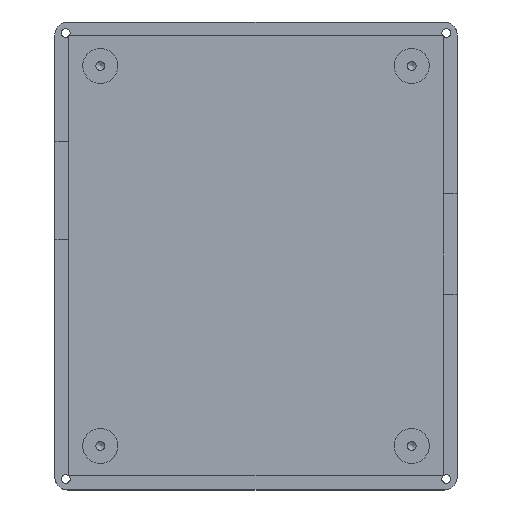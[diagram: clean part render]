
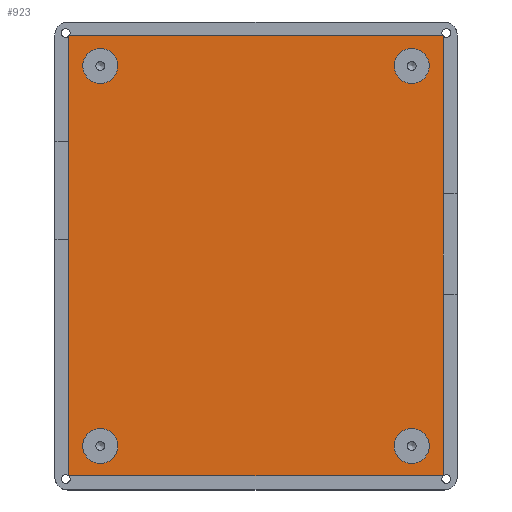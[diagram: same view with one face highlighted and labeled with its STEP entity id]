
A CAD part, top view. The second image highlights one B-rep face of the part: STEP entity #923.
In plain terms, the highlighted face is planar.
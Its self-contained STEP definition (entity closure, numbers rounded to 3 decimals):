
#31=FACE_BOUND('',#236,.T.);
#32=FACE_BOUND('',#237,.T.);
#33=FACE_BOUND('',#238,.T.);
#34=FACE_BOUND('',#239,.T.);
#113=CIRCLE('',#995,1.);
#115=CIRCLE('',#998,1.);
#116=CIRCLE('',#1000,1.);
#118=CIRCLE('',#1003,1.);
#119=CIRCLE('',#1008,4.);
#120=CIRCLE('',#1009,4.);
#121=CIRCLE('',#1010,4.);
#122=CIRCLE('',#1011,4.);
#169=FACE_OUTER_BOUND('',#235,.T.);
#235=EDGE_LOOP('',(#803,#804,#805,#806,#807,#808,#809,#810,#811,#812,#813,
#814));
#236=EDGE_LOOP('',(#815));
#237=EDGE_LOOP('',(#816));
#238=EDGE_LOOP('',(#817));
#239=EDGE_LOOP('',(#818));
#259=LINE('',#1287,#327);
#279=LINE('',#1335,#347);
#281=LINE('',#1340,#349);
#293=LINE('',#1363,#361);
#320=LINE('',#1669,#388);
#321=LINE('',#1671,#389);
#323=LINE('',#1675,#391);
#324=LINE('',#1676,#392);
#327=VECTOR('',#1033,22.5);
#347=VECTOR('',#1071,24.036);
#349=VECTOR('',#1075,23.);
#361=VECTOR('',#1095,41.536);
#388=VECTOR('',#1228,85.572);
#389=VECTOR('',#1231,36.036);
#391=VECTOR('',#1237,54.036);
#392=VECTOR('',#1238,85.572);
#395=VERTEX_POINT('',#1285);
#396=VERTEX_POINT('',#1286);
#415=VERTEX_POINT('',#1334);
#416=VERTEX_POINT('',#1338);
#417=VERTEX_POINT('',#1339);
#424=VERTEX_POINT('',#1362);
#466=VERTEX_POINT('',#1644);
#468=VERTEX_POINT('',#1649);
#469=VERTEX_POINT('',#1654);
#470=VERTEX_POINT('',#1656);
#472=VERTEX_POINT('',#1661);
#474=VERTEX_POINT('',#1665);
#475=VERTEX_POINT('',#1677);
#476=VERTEX_POINT('',#1679);
#477=VERTEX_POINT('',#1681);
#478=VERTEX_POINT('',#1683);
#483=EDGE_CURVE('',#395,#396,#259,.T.);
#507=EDGE_CURVE('',#415,#395,#279,.T.);
#509=EDGE_CURVE('',#416,#417,#281,.T.);
#521=EDGE_CURVE('',#424,#416,#293,.T.);
#580=EDGE_CURVE('',#466,#415,#113,.T.);
#584=EDGE_CURVE('',#468,#424,#115,.T.);
#587=EDGE_CURVE('',#469,#470,#116,.T.);
#591=EDGE_CURVE('',#472,#474,#118,.T.);
#592=EDGE_CURVE('',#470,#466,#320,.T.);
#593=EDGE_CURVE('',#417,#469,#321,.T.);
#595=EDGE_CURVE('',#396,#472,#323,.T.);
#596=EDGE_CURVE('',#474,#468,#324,.T.);
#597=EDGE_CURVE('',#475,#475,#119,.T.);
#598=EDGE_CURVE('',#476,#476,#120,.T.);
#599=EDGE_CURVE('',#477,#477,#121,.T.);
#600=EDGE_CURVE('',#478,#478,#122,.T.);
#803=ORIENTED_EDGE('',*,*,#580,.T.);
#804=ORIENTED_EDGE('',*,*,#507,.T.);
#805=ORIENTED_EDGE('',*,*,#483,.T.);
#806=ORIENTED_EDGE('',*,*,#595,.T.);
#807=ORIENTED_EDGE('',*,*,#591,.T.);
#808=ORIENTED_EDGE('',*,*,#596,.T.);
#809=ORIENTED_EDGE('',*,*,#584,.T.);
#810=ORIENTED_EDGE('',*,*,#521,.T.);
#811=ORIENTED_EDGE('',*,*,#509,.T.);
#812=ORIENTED_EDGE('',*,*,#593,.T.);
#813=ORIENTED_EDGE('',*,*,#587,.T.);
#814=ORIENTED_EDGE('',*,*,#592,.T.);
#815=ORIENTED_EDGE('',*,*,#597,.T.);
#816=ORIENTED_EDGE('',*,*,#598,.T.);
#817=ORIENTED_EDGE('',*,*,#599,.T.);
#818=ORIENTED_EDGE('',*,*,#600,.T.);
#873=PLANE('',#1007);
#923=ADVANCED_FACE('',(#169,#31,#32,#33,#34),#873,.T.);
#995=AXIS2_PLACEMENT_3D('',#1645,#1202,#1203);
#998=AXIS2_PLACEMENT_3D('',#1652,#1210,#1211);
#1000=AXIS2_PLACEMENT_3D('',#1658,#1216,#1217);
#1003=AXIS2_PLACEMENT_3D('',#1667,#1224,#1225);
#1007=AXIS2_PLACEMENT_3D('',#1674,#1235,#1236);
#1008=AXIS2_PLACEMENT_3D('',#1678,#1239,#1240);
#1009=AXIS2_PLACEMENT_3D('',#1680,#1241,#1242);
#1010=AXIS2_PLACEMENT_3D('',#1682,#1243,#1244);
#1011=AXIS2_PLACEMENT_3D('',#1684,#1245,#1246);
#1033=DIRECTION('',(1.,0.,0.));
#1071=DIRECTION('',(1.,0.,0.));
#1075=DIRECTION('',(-1.,0.,0.));
#1095=DIRECTION('',(-1.,0.,0.));
#1202=DIRECTION('center_axis',(0.,1.,0.));
#1203=DIRECTION('ref_axis',(1.,0.,0.));
#1210=DIRECTION('center_axis',(0.,1.,0.));
#1211=DIRECTION('ref_axis',(1.,0.,0.));
#1216=DIRECTION('center_axis',(0.,1.,0.));
#1217=DIRECTION('ref_axis',(1.,0.,0.));
#1224=DIRECTION('center_axis',(0.,1.,0.));
#1225=DIRECTION('ref_axis',(1.,0.,0.));
#1228=DIRECTION('',(0.,0.,-1.));
#1231=DIRECTION('',(-1.,0.,0.));
#1235=DIRECTION('center_axis',(0.,-1.,0.));
#1236=DIRECTION('ref_axis',(0.,0.,-1.));
#1237=DIRECTION('',(1.,0.,0.));
#1238=DIRECTION('',(0.,0.,1.));
#1239=DIRECTION('center_axis',(0.,1.,0.));
#1240=DIRECTION('ref_axis',(-1.,0.,0.));
#1241=DIRECTION('center_axis',(0.,1.,0.));
#1242=DIRECTION('ref_axis',(-1.,0.,0.));
#1243=DIRECTION('center_axis',(0.,1.,0.));
#1244=DIRECTION('ref_axis',(-1.,0.,0.));
#1245=DIRECTION('center_axis',(0.,1.,0.));
#1246=DIRECTION('ref_axis',(-1.,0.,0.));
#1285=CARTESIAN_POINT('',(-26.217,-1.,-40.556));
#1286=CARTESIAN_POINT('',(-3.717,-1.,-40.556));
#1287=CARTESIAN_POINT('',(50.333,-1.,-40.556));
#1334=CARTESIAN_POINT('',(-50.253,-1.,-40.556));
#1335=CARTESIAN_POINT('',(50.333,-1.,-40.556));
#1338=CARTESIAN_POINT('',(8.783,-1.,45.044));
#1339=CARTESIAN_POINT('',(-14.217,-1.,45.044));
#1340=CARTESIAN_POINT('',(-50.267,-1.,45.044));
#1362=CARTESIAN_POINT('',(50.319,-1.,45.044));
#1363=CARTESIAN_POINT('',(-50.267,-1.,45.044));
#1644=CARTESIAN_POINT('',(-50.267,-1.,-40.542));
#1645=CARTESIAN_POINT('Origin',(-50.967,-1.,-41.256));
#1649=CARTESIAN_POINT('',(50.333,-1.,45.03));
#1652=CARTESIAN_POINT('Origin',(51.033,-1.,45.744));
#1654=CARTESIAN_POINT('',(-50.253,-1.,45.044));
#1656=CARTESIAN_POINT('',(-50.267,-1.,45.03));
#1658=CARTESIAN_POINT('Origin',(-50.967,-1.,45.744));
#1661=CARTESIAN_POINT('',(50.319,-1.,-40.556));
#1665=CARTESIAN_POINT('',(50.333,-1.,-40.542));
#1667=CARTESIAN_POINT('Origin',(51.033,-1.,-41.256));
#1669=CARTESIAN_POINT('',(-50.267,-1.,-40.556));
#1671=CARTESIAN_POINT('',(-50.267,-1.,45.044));
#1674=CARTESIAN_POINT('Origin',(0.033,-1.,2.244));
#1675=CARTESIAN_POINT('',(50.333,-1.,-40.556));
#1676=CARTESIAN_POINT('',(50.333,-1.,45.044));
#1677=CARTESIAN_POINT('',(47.483,-1.,37.844));
#1678=CARTESIAN_POINT('Origin',(43.483,-1.,37.844));
#1679=CARTESIAN_POINT('',(-39.417,-1.,-33.356));
#1680=CARTESIAN_POINT('Origin',(-43.417,-1.,-33.356));
#1681=CARTESIAN_POINT('',(-39.417,-1.,37.844));
#1682=CARTESIAN_POINT('Origin',(-43.417,-1.,37.844));
#1683=CARTESIAN_POINT('',(47.483,-1.,-33.356));
#1684=CARTESIAN_POINT('Origin',(43.483,-1.,-33.356));
